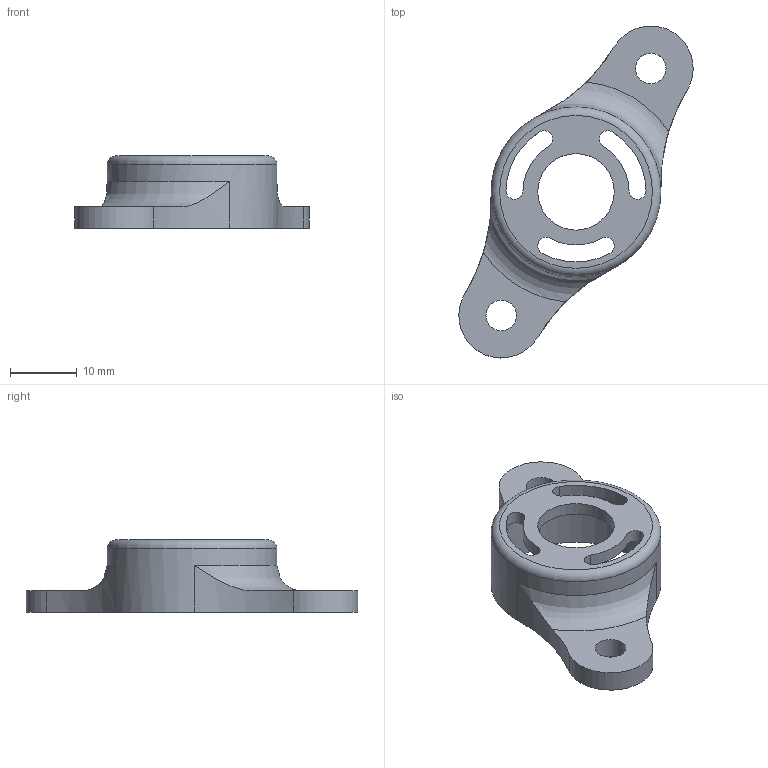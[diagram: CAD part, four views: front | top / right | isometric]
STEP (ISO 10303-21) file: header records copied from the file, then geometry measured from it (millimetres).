
FILE_DESCRIPTION(/* description */ (''),/* implementation_level */ '2;1');
FILE_NAME(/* name */ 'Ball Bearing Mount.step',/* time_stamp */ '2024-06-27T21:38:49-05:00',/* author */ (''),/* organization */ (''),/* preprocessor_version */ 'ST-DEVELOPER v20',/* originating_system */ 'Autodesk Translation Framework v13.14.0.145',/* authorisation */ '');
FILE_SCHEMA (('AUTOMOTIVE_DESIGN { 1 0 10303 214 3 1 1 }'));
Length unit declared in the file: inch
Products named in the file (1): Ball Bearing Mount
Bounding box: 35.05 x 49.64 x 10.79 mm (x, y, z)
Volume: 2986.4 mm3; surface area: 3243.8 mm2
Topology: 1 solids, 1 shells, 31 faces, 83 edges, 55 vertices
Faces by surface type: cylinder 23, plane 5, torus 3
Full cylindrical faces by diameter (mm): 4.572 x2, 11.43 x1, 22.098 x1, 25.4 x1
Entity records: 1078 total; most frequent: CARTESIAN_POINT 198, DIRECTION 197, ORIENTED_EDGE 166, AXIS2_PLACEMENT_3D 86, EDGE_CURVE 83, VERTEX_POINT 55, CIRCLE 54, EDGE_LOOP 44
